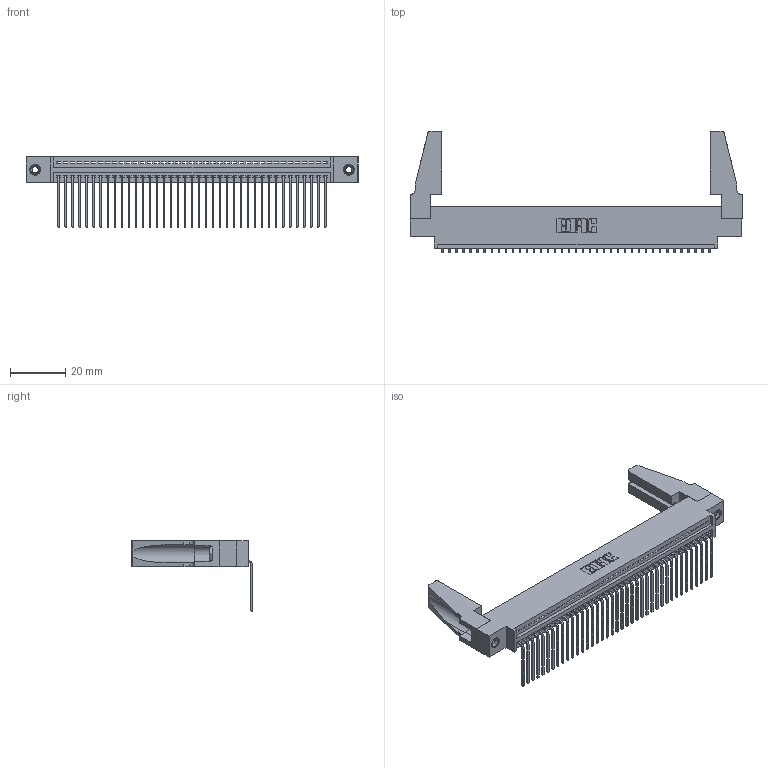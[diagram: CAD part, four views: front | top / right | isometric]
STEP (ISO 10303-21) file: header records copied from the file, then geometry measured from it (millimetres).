
FILE_DESCRIPTION (( 'STEP AP203' ), '1' );
FILE_NAME ('345-039-559-688.STEP', '2019-10-08T07:51:57', ( '' ), ( '' ), 'SwSTEP 2.0', 'SolidWorks 2016', '' );
FILE_SCHEMA (( 'CONFIG_CONTROL_DESIGN' ));
Length unit declared in the file: inch
Products named in the file (5): 345 Part_0.170 Offset - 0.156 Dia-TH; 345-292-001_558 559 Tail - 1; 345-250-001_345-250-001-102; 345-220-078_345-220-088; 345-039-559-688
Assembly tree (44 placements, depth 2):
  345-039-559-688
    345 Part_0.170 Offset - 0.156 Dia-TH
    345-292-001_558 559 Tail - 1  x39
    345-250-001_345-250-001-102  x2
    345-220-078_345-220-088  x2
Bounding box: 120.29 x 43.93 x 25.53 mm (x, y, z)
Volume: 14670.2 mm3; surface area: 19151.6 mm2
Topology: 44 solids, 44 shells, 2594 faces, 7765 edges, 5114 vertices
Faces by surface type: plane 1794, cylinder 784, cone 12, torus 4
Entity records: 32120 total; most frequent: CARTESIAN_POINT 5555, ORIENTED_EDGE 5488, DIRECTION 4862, EDGE_CURVE 2744, LINE 2414, VECTOR 2414, VERTEX_POINT 1822, AXIS2_PLACEMENT_3D 1224
